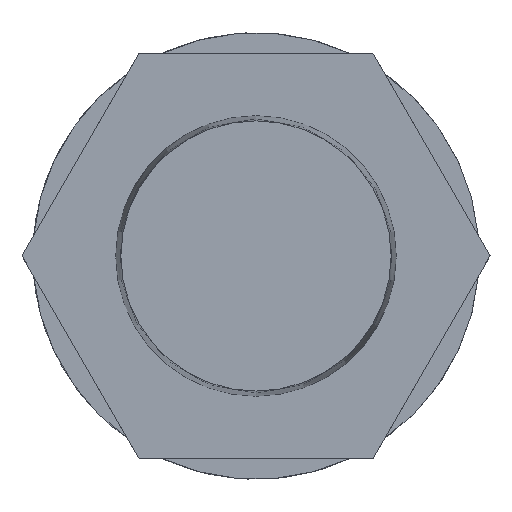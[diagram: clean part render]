
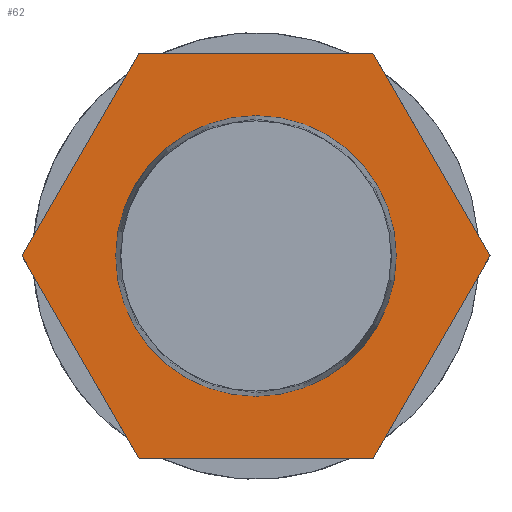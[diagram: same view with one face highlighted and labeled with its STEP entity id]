
A CAD part, front view. The second image highlights one B-rep face of the part: STEP entity #62.
In plain terms, the highlighted planar face has unit normal (0, -1, 0).
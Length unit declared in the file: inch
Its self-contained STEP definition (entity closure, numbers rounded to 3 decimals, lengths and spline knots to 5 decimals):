
#8 = EDGE_LOOP ( 'NONE', ( #798 ) ) ;
#12 = PLANE ( 'NONE',  #918 ) ;
#44 = DIRECTION ( 'NONE',  ( 0., -1., 0. ) ) ;
#45 = DIRECTION ( 'NONE',  ( 0.5, 0., 0.866 ) ) ;
#46 = CARTESIAN_POINT ( 'NONE',  ( -0.56941, 0.875, -0.32875 ) ) ;
#62 = ADVANCED_FACE ( 'NONE', ( #606, #546 ), #12, .T. ) ;
#81 = ORIENTED_EDGE ( 'NONE', *, *, #1013, .T. ) ;
#111 = DIRECTION ( 'NONE',  ( -0.5, 0., 0.866 ) ) ;
#128 = EDGE_CURVE ( 'NONE', #166, #195, #172, .T. ) ;
#129 = CARTESIAN_POINT ( 'NONE',  ( 1.09697, 0.875, 0. ) ) ;
#152 = VECTOR ( 'NONE', #648, 39.37008 ) ;
#161 = CARTESIAN_POINT ( 'NONE',  ( -0.54848, 0.875, 0.95 ) ) ;
#166 = VERTEX_POINT ( 'NONE', #883 ) ;
#172 = LINE ( 'NONE', #719, #518 ) ;
#173 = DIRECTION ( 'NONE',  ( -0.5, 0., -0.866 ) ) ;
#195 = VERTEX_POINT ( 'NONE', #161 ) ;
#211 = LINE ( 'NONE', #797, #390 ) ;
#219 = CARTESIAN_POINT ( 'NONE',  ( 0., 0.875, 0. ) ) ;
#250 = CARTESIAN_POINT ( 'NONE',  ( -0.32875, 0.875, 0.56941 ) ) ;
#253 = DIRECTION ( 'NONE',  ( -1., 0., 0. ) ) ;
#313 = LINE ( 'NONE', #955, #942 ) ;
#316 = LINE ( 'NONE', #445, #738 ) ;
#337 = VERTEX_POINT ( 'NONE', #46 ) ;
#365 = VERTEX_POINT ( 'NONE', #889 ) ;
#390 = VECTOR ( 'NONE', #173, 39.37008 ) ;
#410 = DIRECTION ( 'NONE',  ( 0., -1., 0. ) ) ;
#443 = EDGE_CURVE ( 'NONE', #784, #166, #313, .T. ) ;
#445 = CARTESIAN_POINT ( 'NONE',  ( 0.54848, 0.875, -0.95 ) ) ;
#449 = ORIENTED_EDGE ( 'NONE', *, *, #128, .T. ) ;
#452 = EDGE_CURVE ( 'NONE', #365, #704, #791, .T. ) ;
#473 = LINE ( 'NONE', #589, #863 ) ;
#518 = VECTOR ( 'NONE', #253, 39.37008 ) ;
#525 = DIRECTION ( 'NONE',  ( -0.866, 0., -0.5 ) ) ;
#546 = FACE_OUTER_BOUND ( 'NONE', #930, .T. ) ;
#589 = CARTESIAN_POINT ( 'NONE',  ( 1.09697, 0.875, 0. ) ) ;
#590 = AXIS2_PLACEMENT_3D ( 'NONE', #219, #410, #525 ) ;
#606 = FACE_BOUND ( 'NONE', #8, .T. ) ;
#620 = EDGE_CURVE ( 'NONE', #704, #1008, #316, .T. ) ;
#633 = CARTESIAN_POINT ( 'NONE',  ( -0.54848, 0.875, -0.95 ) ) ;
#648 = DIRECTION ( 'NONE',  ( 0.5, 0., -0.866 ) ) ;
#654 = CARTESIAN_POINT ( 'NONE',  ( 0.54848, 0.875, -0.95 ) ) ;
#682 = EDGE_CURVE ( 'NONE', #337, #337, #848, .T. ) ;
#684 = ORIENTED_EDGE ( 'NONE', *, *, #452, .T. ) ;
#704 = VERTEX_POINT ( 'NONE', #912 ) ;
#719 = CARTESIAN_POINT ( 'NONE',  ( -0.54848, 0.875, 0.95 ) ) ;
#738 = VECTOR ( 'NONE', #948, 39.37008 ) ;
#739 = ORIENTED_EDGE ( 'NONE', *, *, #443, .T. ) ;
#750 = DIRECTION ( 'NONE',  ( -0.866, 0., -0.5 ) ) ;
#784 = VERTEX_POINT ( 'NONE', #129 ) ;
#791 = LINE ( 'NONE', #633, #152 ) ;
#797 = CARTESIAN_POINT ( 'NONE',  ( -1.09697, 0.875, 0. ) ) ;
#798 = ORIENTED_EDGE ( 'NONE', *, *, #682, .F. ) ;
#848 = CIRCLE ( 'NONE', #590, 0.6575 ) ;
#863 = VECTOR ( 'NONE', #45, 39.37008 ) ;
#874 = EDGE_CURVE ( 'NONE', #1008, #784, #473, .T. ) ;
#883 = CARTESIAN_POINT ( 'NONE',  ( 0.54848, 0.875, 0.95 ) ) ;
#889 = CARTESIAN_POINT ( 'NONE',  ( -1.09697, 0.875, 0. ) ) ;
#890 = ORIENTED_EDGE ( 'NONE', *, *, #874, .T. ) ;
#912 = CARTESIAN_POINT ( 'NONE',  ( -0.54848, 0.875, -0.95 ) ) ;
#918 = AXIS2_PLACEMENT_3D ( 'NONE', #250, #44, #750 ) ;
#930 = EDGE_LOOP ( 'NONE', ( #81, #684, #996, #890, #739, #449 ) ) ;
#942 = VECTOR ( 'NONE', #111, 39.37008 ) ;
#948 = DIRECTION ( 'NONE',  ( 1., 0., 0. ) ) ;
#955 = CARTESIAN_POINT ( 'NONE',  ( 0.54848, 0.875, 0.95 ) ) ;
#996 = ORIENTED_EDGE ( 'NONE', *, *, #620, .T. ) ;
#1008 = VERTEX_POINT ( 'NONE', #654 ) ;
#1013 = EDGE_CURVE ( 'NONE', #195, #365, #211, .T. ) ;
